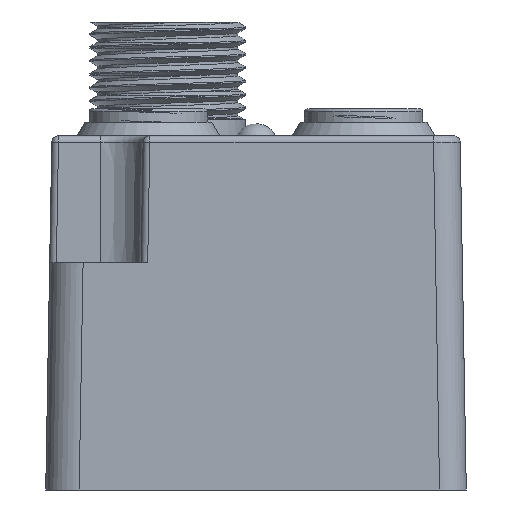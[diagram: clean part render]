
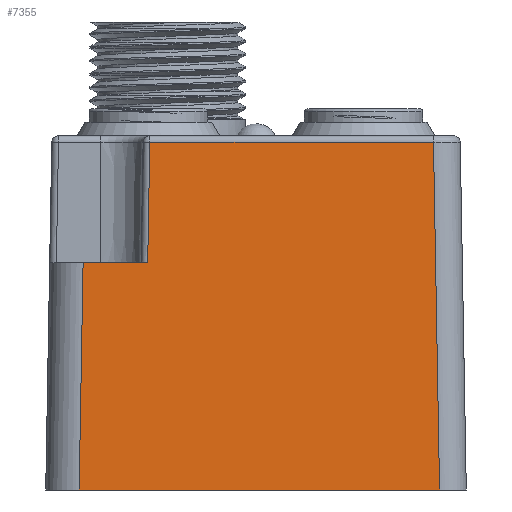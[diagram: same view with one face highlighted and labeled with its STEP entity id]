
A CAD part, front view. The second image highlights one B-rep face of the part: STEP entity #7355.
In plain terms, the highlighted planar face has unit normal (0, -1, 0.018).
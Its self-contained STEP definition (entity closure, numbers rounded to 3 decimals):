
#7355=ADVANCED_FACE('',(#8689),#8226,.T.);
#8226=PLANE('',#20622);
#8689=FACE_OUTER_BOUND('',#9391,.T.);
#9391=EDGE_LOOP('',(#11619,#11620,#11621,#11622,#11623,#11624));
#11619=ORIENTED_EDGE('',*,*,#16872,.F.);
#11620=ORIENTED_EDGE('',*,*,#16873,.T.);
#11621=ORIENTED_EDGE('',*,*,#16842,.T.);
#11622=ORIENTED_EDGE('',*,*,#16740,.T.);
#11623=ORIENTED_EDGE('',*,*,#16735,.T.);
#11624=ORIENTED_EDGE('',*,*,#16871,.T.);
#15106=VERTEX_POINT('',#27504);
#15127=VERTEX_POINT('',#27568);
#15128=VERTEX_POINT('',#27569);
#15190=VERTEX_POINT('',#27791);
#15207=VERTEX_POINT('',#27879);
#15208=VERTEX_POINT('',#27883);
#16735=EDGE_CURVE('',#15127,#15128,#18578,.T.);
#16740=EDGE_CURVE('',#15106,#15127,#18580,.T.);
#16842=EDGE_CURVE('',#15190,#15106,#18657,.T.);
#16871=EDGE_CURVE('',#15128,#15207,#18672,.T.);
#16872=EDGE_CURVE('',#15208,#15207,#18673,.T.);
#16873=EDGE_CURVE('',#15208,#15190,#18674,.T.);
#18578=LINE('',#27567,#19614);
#18580=LINE('',#27577,#19616);
#18657=LINE('',#27810,#19693);
#18672=LINE('',#27880,#19708);
#18673=LINE('',#27882,#19709);
#18674=LINE('',#27884,#19710);
#19614=VECTOR('',#23020,1.);
#19616=VECTOR('',#23030,1.);
#19693=VECTOR('',#23271,1.);
#19708=VECTOR('',#23342,1.);
#19709=VECTOR('',#23345,1.);
#19710=VECTOR('',#23346,1.);
#20622=AXIS2_PLACEMENT_3D('',#27885,#23347,#23348);
#23020=DIRECTION('',(-1.,0.,0.));
#23030=DIRECTION('',(-0.017,-0.017,-1.));
#23271=DIRECTION('',(-1.,0.,0.));
#23342=DIRECTION('',(-0.017,-0.017,-1.));
#23345=DIRECTION('',(-1.,0.,0.));
#23346=DIRECTION('',(-0.017,0.017,1.));
#23347=DIRECTION('',(0.,-1.,0.017));
#23348=DIRECTION('',(0.,-0.017,-1.));
#27504=CARTESIAN_POINT('',(201.953,-201.809,-0.491));
#27567=CARTESIAN_POINT('',(197.546,-201.966,-9.5));
#27568=CARTESIAN_POINT('',(201.796,-201.966,-9.5));
#27569=CARTESIAN_POINT('',(196.966,-201.966,-9.5));
#27577=CARTESIAN_POINT('',(201.729,-202.034,-13.357));
#27791=CARTESIAN_POINT('',(223.169,-201.809,-0.491));
#27810=CARTESIAN_POINT('',(209.896,-201.809,-0.491));
#27879=CARTESIAN_POINT('',(196.669,-202.263,-26.5));
#27880=CARTESIAN_POINT('',(196.9,-202.032,-13.276));
#27882=CARTESIAN_POINT('',(209.896,-202.263,-26.5));
#27883=CARTESIAN_POINT('',(223.623,-202.263,-26.5));
#27884=CARTESIAN_POINT('',(223.392,-202.032,-13.267));
#27885=CARTESIAN_POINT('',(209.896,-202.036,-13.5));
